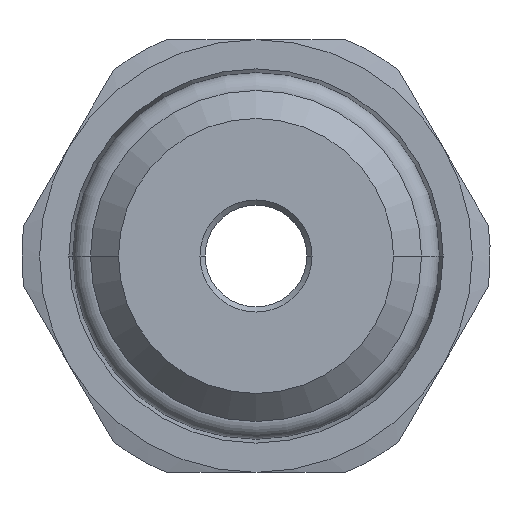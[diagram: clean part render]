
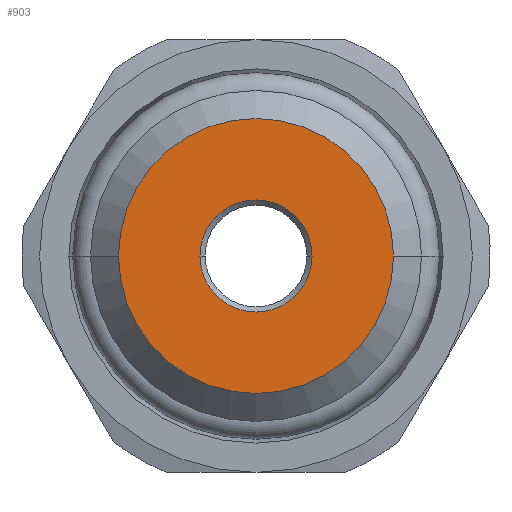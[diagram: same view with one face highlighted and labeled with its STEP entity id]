
A CAD part, front view. The second image highlights one B-rep face of the part: STEP entity #903.
In plain terms, the highlighted planar face has unit normal (0, -1, 0).
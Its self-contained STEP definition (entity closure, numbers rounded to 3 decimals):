
#64=CARTESIAN_POINT('',(0.,0.,0.));
#65=DIRECTION('',(0.,1.,0.));
#66=DIRECTION('',(-1.,0.,0.));
#67=AXIS2_PLACEMENT_3D('',#64,#65,#66);
#69=CARTESIAN_POINT('',(0.,0.,0.));
#70=DIRECTION('',(0.,1.,0.));
#71=DIRECTION('',(1.,0.,0.));
#72=AXIS2_PLACEMENT_3D('',#69,#70,#71);
#74=CARTESIAN_POINT('',(0.,0.,0.));
#75=DIRECTION('',(0.,-1.,0.));
#76=DIRECTION('',(1.,0.,0.));
#77=AXIS2_PLACEMENT_3D('',#74,#75,#76);
#79=CARTESIAN_POINT('',(0.,0.,0.));
#80=DIRECTION('',(0.,-1.,0.));
#81=DIRECTION('',(-1.,0.,0.));
#82=AXIS2_PLACEMENT_3D('',#79,#80,#81);
#708=CARTESIAN_POINT('',(5.4,0.,0.));
#709=VERTEX_POINT('',#708);
#710=CARTESIAN_POINT('',(-5.4,0.,0.));
#711=VERTEX_POINT('',#710);
#724=CARTESIAN_POINT('',(2.2,0.,0.));
#725=VERTEX_POINT('',#724);
#726=CARTESIAN_POINT('',(-2.2,0.,0.));
#727=VERTEX_POINT('',#726);
#888=CARTESIAN_POINT('',(0.,0.,0.));
#889=DIRECTION('',(0.,1.,0.));
#890=DIRECTION('',(0.,0.,1.));
#891=AXIS2_PLACEMENT_3D('',#888,#889,#890);
#892=PLANE('',#891);
#893=ORIENTED_EDGE('',*,*,#881,.T.);
#894=ORIENTED_EDGE('',*,*,#870,.T.);
#895=EDGE_LOOP('',(#893,#894));
#896=FACE_OUTER_BOUND('',#895,.F.);
#898=ORIENTED_EDGE('',*,*,#897,.T.);
#900=ORIENTED_EDGE('',*,*,#899,.T.);
#901=EDGE_LOOP('',(#898,#900));
#902=FACE_BOUND('',#901,.F.);
#903=ADVANCED_FACE('',(#896,#902),#892,.F.);
#68=CIRCLE('',#67,5.4);
#73=CIRCLE('',#72,5.4);
#78=CIRCLE('',#77,2.2);
#83=CIRCLE('',#82,2.2);
#870=EDGE_CURVE('',#709,#711,#73,.T.);
#881=EDGE_CURVE('',#711,#709,#68,.T.);
#897=EDGE_CURVE('',#725,#727,#78,.T.);
#899=EDGE_CURVE('',#727,#725,#83,.T.);
